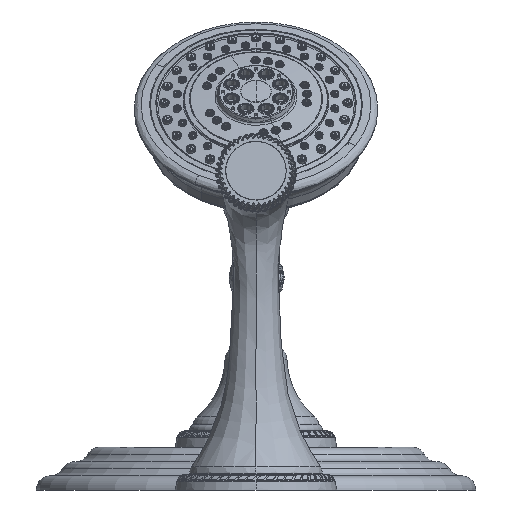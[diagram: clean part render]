
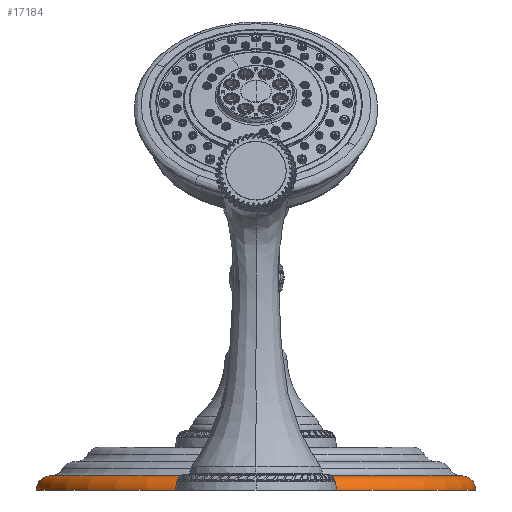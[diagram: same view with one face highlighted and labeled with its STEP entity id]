
A CAD part, front view. The second image highlights one B-rep face of the part: STEP entity #17184.
In plain terms, the highlighted toroidal (fillet/blend) face has major radius 92.075 mm and minor radius 6.35 mm.
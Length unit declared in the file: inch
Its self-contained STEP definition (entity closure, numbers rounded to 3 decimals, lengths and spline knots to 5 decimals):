
#3504=CARTESIAN_POINT('',(0.,0.,0.25));
#3505=DIRECTION('',(0.,0.,-1.));
#3506=DIRECTION('',(1.,0.,0.));
#3507=AXIS2_PLACEMENT_3D('',#3504,#3505,#3506);
#3529=CARTESIAN_POINT('',(3.625,0.,0.));
#3530=DIRECTION('',(0.,-1.,0.));
#3531=DIRECTION('',(1.,0.,0.));
#3532=AXIS2_PLACEMENT_3D('',#3529,#3530,#3531);
#3534=CARTESIAN_POINT('',(-3.625,0.,0.));
#3535=DIRECTION('',(0.,1.,0.));
#3536=DIRECTION('',(-1.,0.,0.));
#3537=AXIS2_PLACEMENT_3D('',#3534,#3535,#3536);
#3539=CARTESIAN_POINT('',(0.,0.,0.));
#3540=DIRECTION('',(0.,0.,-1.));
#3541=DIRECTION('',(1.,0.,0.));
#3542=AXIS2_PLACEMENT_3D('',#3539,#3540,#3541);
#13879=CARTESIAN_POINT('',(3.625,0.,0.25));
#13881=VERTEX_POINT('',#13879);
#13889=CARTESIAN_POINT('',(-3.625,0.,0.25));
#13891=VERTEX_POINT('',#13889);
#14351=CARTESIAN_POINT('',(3.875,0.,0.));
#14352=CARTESIAN_POINT('',(-3.875,0.,0.));
#14353=VERTEX_POINT('',#14351);
#14354=VERTEX_POINT('',#14352);
#17173=CARTESIAN_POINT('',(0.,0.,0.));
#17174=DIRECTION('',(0.,0.,-1.));
#17175=DIRECTION('',(-1.,0.,0.));
#17176=AXIS2_PLACEMENT_3D('',#17173,#17174,#17175);
#17177=TOROIDAL_SURFACE('',#17176,3.625,0.25);
#17178=ORIENTED_EDGE('',*,*,#17167,.T.);
#17179=ORIENTED_EDGE('',*,*,#17157,.T.);
#17180=ORIENTED_EDGE('',*,*,#17126,.F.);
#17181=ORIENTED_EDGE('',*,*,#17154,.F.);
#17182=EDGE_LOOP('',(#17178,#17179,#17180,#17181));
#17183=FACE_OUTER_BOUND('',#17182,.F.);
#17184=ADVANCED_FACE('',(#17183),#17177,.T.);
#3508=CIRCLE('',#3507,3.625);
#3533=CIRCLE('',#3532,0.25);
#3538=CIRCLE('',#3537,0.25);
#3543=CIRCLE('',#3542,3.875);
#17126=EDGE_CURVE('',#13881,#13891,#3508,.T.);
#17154=EDGE_CURVE('',#14353,#13881,#3533,.T.);
#17157=EDGE_CURVE('',#14354,#13891,#3538,.T.);
#17167=EDGE_CURVE('',#14353,#14354,#3543,.T.);
